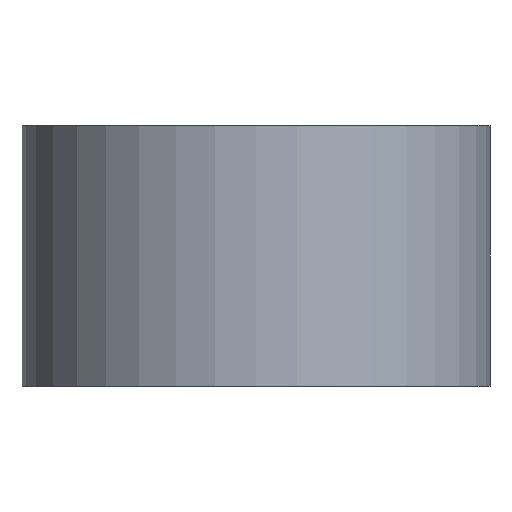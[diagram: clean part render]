
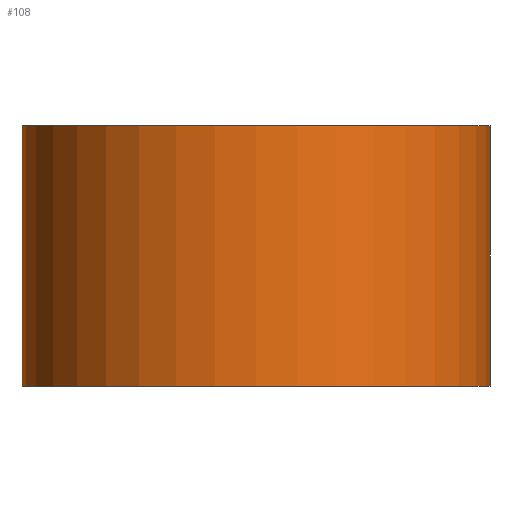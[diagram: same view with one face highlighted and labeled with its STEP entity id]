
A CAD part, front view. The second image highlights one B-rep face of the part: STEP entity #108.
In plain terms, the highlighted cylindrical face has radius 17.094 mm (diameter 34.188 mm), a partial arc.
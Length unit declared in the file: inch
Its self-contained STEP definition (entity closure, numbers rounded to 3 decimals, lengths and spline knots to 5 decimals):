
#9 = VERTEX_POINT ( 'NONE', #427 ) ;
#29 = ORIENTED_EDGE ( 'NONE', *, *, #101, .T. ) ;
#44 = VERTEX_POINT ( 'NONE', #221 ) ;
#45 = CARTESIAN_POINT ( 'NONE',  ( 0.625, -1.077, 0.375 ) ) ;
#47 = AXIS2_PLACEMENT_3D ( 'NONE', #356, #190, #156 ) ;
#53 = VERTEX_POINT ( 'NONE', #133 ) ;
#60 = ORIENTED_EDGE ( 'NONE', *, *, #276, .F. ) ;
#83 = CARTESIAN_POINT ( 'NONE',  ( 0.625, -1.75, 0.375 ) ) ;
#101 = EDGE_CURVE ( 'NONE', #243, #53, #117, .T. ) ;
#108 = ADVANCED_FACE ( 'NONE', ( #218 ), #556, .T. ) ;
#117 = LINE ( 'NONE', #121, #489 ) ;
#121 = CARTESIAN_POINT ( 'NONE',  ( -0.048, -1.75, 0.375 ) ) ;
#127 = DIRECTION ( 'NONE',  ( 0., 0., -1. ) ) ;
#131 = DIRECTION ( 'NONE',  ( 1., 0., 0. ) ) ;
#133 = CARTESIAN_POINT ( 'NONE',  ( -0.048, -1.75, -0.375 ) ) ;
#136 = CARTESIAN_POINT ( 'NONE',  ( -0.048, -1.75, 0.375 ) ) ;
#152 = AXIS2_PLACEMENT_3D ( 'NONE', #270, #367, #131 ) ;
#156 = DIRECTION ( 'NONE',  ( 1., 0., 0. ) ) ;
#161 = DIRECTION ( 'NONE',  ( -1., 0., 0. ) ) ;
#173 = ORIENTED_EDGE ( 'NONE', *, *, #340, .F. ) ;
#190 = DIRECTION ( 'NONE',  ( 0., 0., -1. ) ) ;
#195 = DIRECTION ( 'NONE',  ( 0., 0., -1. ) ) ;
#201 = AXIS2_PLACEMENT_3D ( 'NONE', #83, #127, #161 ) ;
#218 = FACE_OUTER_BOUND ( 'NONE', #358, .T. ) ;
#221 = CARTESIAN_POINT ( 'NONE',  ( 0.625, -1.077, -0.375 ) ) ;
#243 = VERTEX_POINT ( 'NONE', #136 ) ;
#270 = CARTESIAN_POINT ( 'NONE',  ( 0.625, -1.75, 0.375 ) ) ;
#276 = EDGE_CURVE ( 'NONE', #44, #53, #509, .T. ) ;
#312 = DIRECTION ( 'NONE',  ( 0., 0., -1. ) ) ;
#340 = EDGE_CURVE ( 'NONE', #9, #44, #461, .T. ) ;
#356 = CARTESIAN_POINT ( 'NONE',  ( 0.625, -1.75, -0.375 ) ) ;
#358 = EDGE_LOOP ( 'NONE', ( #60, #173, #523, #29 ) ) ;
#367 = DIRECTION ( 'NONE',  ( 0., 0., -1. ) ) ;
#372 = EDGE_CURVE ( 'NONE', #9, #243, #458, .T. ) ;
#427 = CARTESIAN_POINT ( 'NONE',  ( 0.625, -1.077, 0.375 ) ) ;
#458 = CIRCLE ( 'NONE', #152, 0.673 ) ;
#461 = LINE ( 'NONE', #45, #471 ) ;
#471 = VECTOR ( 'NONE', #195, 39.37008 ) ;
#489 = VECTOR ( 'NONE', #312, 39.37008 ) ;
#509 = CIRCLE ( 'NONE', #47, 0.673 ) ;
#523 = ORIENTED_EDGE ( 'NONE', *, *, #372, .T. ) ;
#556 = CYLINDRICAL_SURFACE ( 'NONE', #201, 0.673 ) ;
